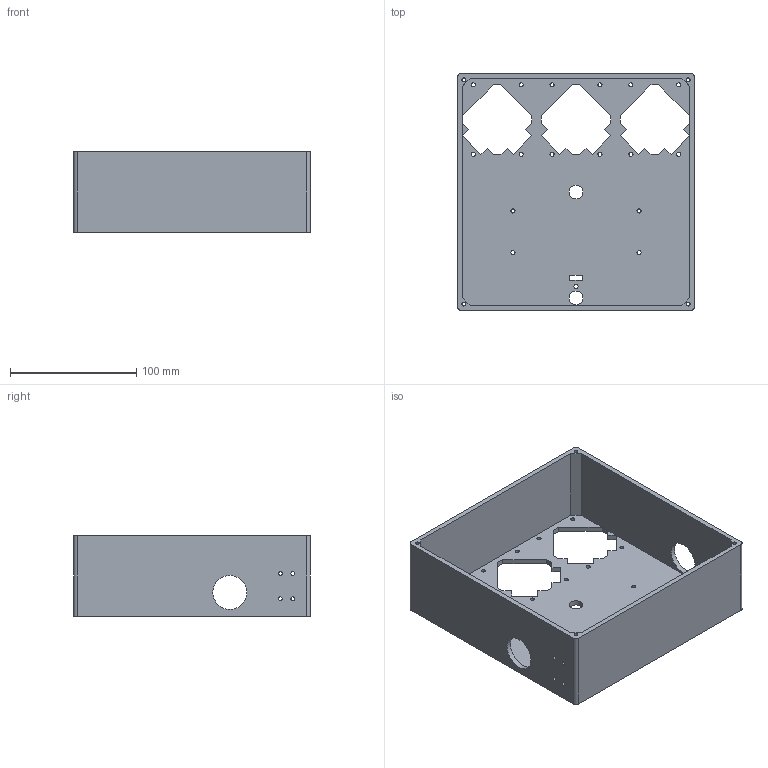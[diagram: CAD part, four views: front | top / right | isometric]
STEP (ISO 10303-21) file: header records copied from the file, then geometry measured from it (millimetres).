
FILE_DESCRIPTION(('FreeCAD Model'),'2;1');
FILE_NAME('Open CASCADE Shape Model','2024-05-25T14:18:16',('Author'),( ''),'Open CASCADE STEP processor 7.6','FreeCAD','Unknown');
FILE_SCHEMA(('AUTOMOTIVE_DESIGN { 1 0 10303 214 1 1 1 1 }'));
Length unit declared in the file: millimetre
Products named in the file (1): Pocket009
Bounding box: 188 x 188 x 64 mm (x, y, z)
Volume: 288307.2 mm3; surface area: 151675.2 mm2
Topology: 1 solids, 1 shells, 110 faces, 319 edges, 210 vertices
Faces by surface type: plane 73, cylinder 37
Full cylindrical faces by diameter (mm): 3 x12, 3.25 x17, 11 x2, 27 x2
Entity records: 3783 total; most frequent: CARTESIAN_POINT 640, ORIENTED_EDGE 638, DIRECTION 615, EDGE_CURVE 319, LINE 245, VECTOR 245, VERTEX_POINT 210, AXIS2_PLACEMENT_3D 185
